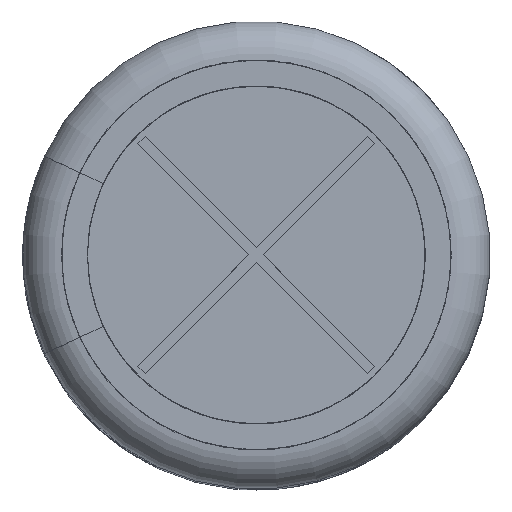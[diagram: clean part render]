
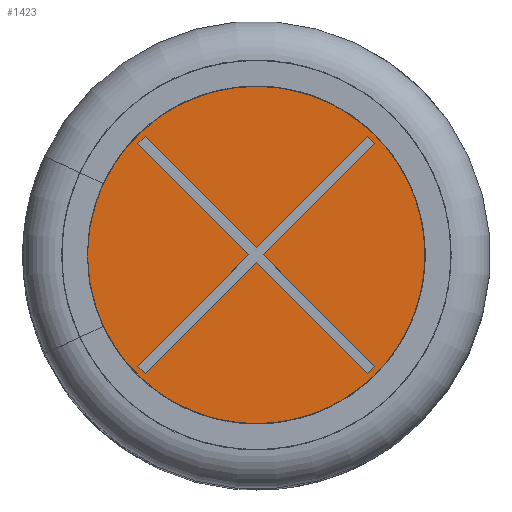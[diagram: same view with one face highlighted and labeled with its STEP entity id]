
A CAD part, top view. The second image highlights one B-rep face of the part: STEP entity #1423.
In plain terms, the highlighted planar face has unit normal (0, 0, 1).
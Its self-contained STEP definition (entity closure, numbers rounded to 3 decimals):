
#1423 = ADVANCED_FACE( '', ( #3022, #3023 ), #3024, .T. );
#3022 = FACE_OUTER_BOUND( '', #10560, .T. );
#3023 = FACE_BOUND( '', #10561, .T. );
#3024 = PLANE( '', #10562 );
#10560 = EDGE_LOOP( '', ( #16351 ) );
#10561 = EDGE_LOOP( '', ( #16352, #16353, #16354, #16355, #16356, #16357, #16358, #16359, #16360, #16361, #16362, #16363 ) );
#10562 = AXIS2_PLACEMENT_3D( '', #16364, #16365, #16366 );
#16351 = ORIENTED_EDGE( '', *, *, #18566, .F. );
#16352 = ORIENTED_EDGE( '', *, *, #18507, .T. );
#16353 = ORIENTED_EDGE( '', *, *, #18535, .T. );
#16354 = ORIENTED_EDGE( '', *, *, #18261, .T. );
#16355 = ORIENTED_EDGE( '', *, *, #18280, .T. );
#16356 = ORIENTED_EDGE( '', *, *, #17058, .T. );
#16357 = ORIENTED_EDGE( '', *, *, #18567, .T. );
#16358 = ORIENTED_EDGE( '', *, *, #18553, .T. );
#16359 = ORIENTED_EDGE( '', *, *, #18568, .T. );
#16360 = ORIENTED_EDGE( '', *, *, #17944, .T. );
#16361 = ORIENTED_EDGE( '', *, *, #17120, .T. );
#16362 = ORIENTED_EDGE( '', *, *, #17985, .T. );
#16363 = ORIENTED_EDGE( '', *, *, #17965, .T. );
#16364 = CARTESIAN_POINT( '', ( -9.167, 0., 40.78 ) );
#16365 = DIRECTION( '', ( 0., 0., 1. ) );
#16366 = DIRECTION( '', ( 1., 0., 0. ) );
#17058 = EDGE_CURVE( '', #18948, #18949, #18950, .T. );
#17120 = EDGE_CURVE( '', #19058, #19059, #19060, .T. );
#17944 = EDGE_CURVE( '', #20405, #19058, #20406, .T. );
#17965 = EDGE_CURVE( '', #20435, #20436, #20437, .T. );
#17985 = EDGE_CURVE( '', #19059, #20435, #20466, .T. );
#18261 = EDGE_CURVE( '', #20832, #20833, #20834, .T. );
#18280 = EDGE_CURVE( '', #20833, #18948, #20855, .T. );
#18507 = EDGE_CURVE( '', #20436, #21117, #21118, .T. );
#18535 = EDGE_CURVE( '', #21117, #20832, #21146, .T. );
#18553 = EDGE_CURVE( '', #21165, #21166, #21167, .T. );
#18566 = EDGE_CURVE( '', #21180, #21180, #21181, .T. );
#18567 = EDGE_CURVE( '', #18949, #21165, #21182, .T. );
#18568 = EDGE_CURVE( '', #21166, #20405, #21183, .T. );
#18948 = VERTEX_POINT( '', #21945 );
#18949 = VERTEX_POINT( '', #21946 );
#18950 = LINE( '', #21947, #21948 );
#19058 = VERTEX_POINT( '', #22144 );
#19059 = VERTEX_POINT( '', #22145 );
#19060 = LINE( '', #22146, #22147 );
#20405 = VERTEX_POINT( '', #26386 );
#20406 = LINE( '', #26387, #26388 );
#20435 = VERTEX_POINT( '', #26446 );
#20436 = VERTEX_POINT( '', #26447 );
#20437 = LINE( '', #26448, #26449 );
#20466 = LINE( '', #26489, #26490 );
#20832 = VERTEX_POINT( '', #27298 );
#20833 = VERTEX_POINT( '', #27299 );
#20834 = LINE( '', #27300, #27301 );
#20855 = LINE( '', #27332, #27333 );
#21117 = VERTEX_POINT( '', #28028 );
#21118 = LINE( '', #28029, #28030 );
#21146 = LINE( '', #28067, #28068 );
#21165 = VERTEX_POINT( '', #28139 );
#21166 = VERTEX_POINT( '', #28140 );
#21167 = LINE( '', #28141, #28142 );
#21180 = VERTEX_POINT( '', #28162 );
#21181 = CIRCLE( '', #28163, 9.167 );
#21182 = LINE( '', #28164, #28165 );
#21183 = LINE( '', #28166, #28167 );
#21945 = CARTESIAN_POINT( '', ( 5.572, 5.226, 40.78 ) );
#21946 = CARTESIAN_POINT( '', ( 0.346, 0., 40.78 ) );
#21947 = CARTESIAN_POINT( '', ( 0.346, 0., 40.78 ) );
#21948 = VECTOR( '', #28548, 1000. );
#22144 = CARTESIAN_POINT( '', ( -5.226, -5.572, 40.78 ) );
#22145 = CARTESIAN_POINT( '', ( -5.572, -5.226, 40.78 ) );
#22146 = CARTESIAN_POINT( '', ( -5.226, -5.572, 40.78 ) );
#22147 = VECTOR( '', #28615, 1000. );
#26386 = CARTESIAN_POINT( '', ( 0., -0.346, 40.78 ) );
#26387 = CARTESIAN_POINT( '', ( 0., -0.346, 40.78 ) );
#26388 = VECTOR( '', #29417, 1000. );
#26446 = CARTESIAN_POINT( '', ( -0.346, 0., 40.78 ) );
#26447 = CARTESIAN_POINT( '', ( -5.572, 5.226, 40.78 ) );
#26448 = CARTESIAN_POINT( '', ( -0.346, 0., 40.78 ) );
#26449 = VECTOR( '', #29433, 1000. );
#26489 = CARTESIAN_POINT( '', ( -0.346, 0., 40.78 ) );
#26490 = VECTOR( '', #29454, 1000. );
#27298 = CARTESIAN_POINT( '', ( 0., 0.346, 40.78 ) );
#27299 = CARTESIAN_POINT( '', ( 5.226, 5.572, 40.78 ) );
#27300 = CARTESIAN_POINT( '', ( 0., 0.346, 40.78 ) );
#27301 = VECTOR( '', #29690, 1000. );
#27332 = CARTESIAN_POINT( '', ( 5.572, 5.226, 40.78 ) );
#27333 = VECTOR( '', #29707, 1000. );
#28028 = CARTESIAN_POINT( '', ( -5.226, 5.572, 40.78 ) );
#28029 = CARTESIAN_POINT( '', ( -5.226, 5.572, 40.78 ) );
#28030 = VECTOR( '', #29870, 1000. );
#28067 = CARTESIAN_POINT( '', ( 0., 0.346, 40.78 ) );
#28068 = VECTOR( '', #29880, 1000. );
#28139 = CARTESIAN_POINT( '', ( 5.572, -5.226, 40.78 ) );
#28140 = CARTESIAN_POINT( '', ( 5.226, -5.572, 40.78 ) );
#28141 = CARTESIAN_POINT( '', ( 5.572, -5.226, 40.78 ) );
#28142 = VECTOR( '', #29885, 1000. );
#28162 = CARTESIAN_POINT( '', ( -9.167, 0., 40.78 ) );
#28163 = AXIS2_PLACEMENT_3D( '', #29893, #29894, #29895 );
#28164 = CARTESIAN_POINT( '', ( 0.346, 0., 40.78 ) );
#28165 = VECTOR( '', #29896, 1000. );
#28166 = CARTESIAN_POINT( '', ( 0., -0.346, 40.78 ) );
#28167 = VECTOR( '', #29897, 1000. );
#28548 = DIRECTION( '', ( -0.707, -0.707, 0. ) );
#28615 = DIRECTION( '', ( -0.707, 0.707, 0. ) );
#29417 = DIRECTION( '', ( -0.707, -0.707, 0. ) );
#29433 = DIRECTION( '', ( -0.707, 0.707, 0. ) );
#29454 = DIRECTION( '', ( 0.707, 0.707, 0. ) );
#29690 = DIRECTION( '', ( 0.707, 0.707, 0. ) );
#29707 = DIRECTION( '', ( 0.707, -0.707, 0. ) );
#29870 = DIRECTION( '', ( 0.707, 0.707, 0. ) );
#29880 = DIRECTION( '', ( 0.707, -0.707, 0. ) );
#29885 = DIRECTION( '', ( -0.707, -0.707, 0. ) );
#29893 = CARTESIAN_POINT( '', ( 0., 0., 40.78 ) );
#29894 = DIRECTION( '', ( 0., 0., -1. ) );
#29895 = DIRECTION( '', ( -1., 0., 0. ) );
#29896 = DIRECTION( '', ( 0.707, -0.707, 0. ) );
#29897 = DIRECTION( '', ( -0.707, 0.707, 0. ) );
